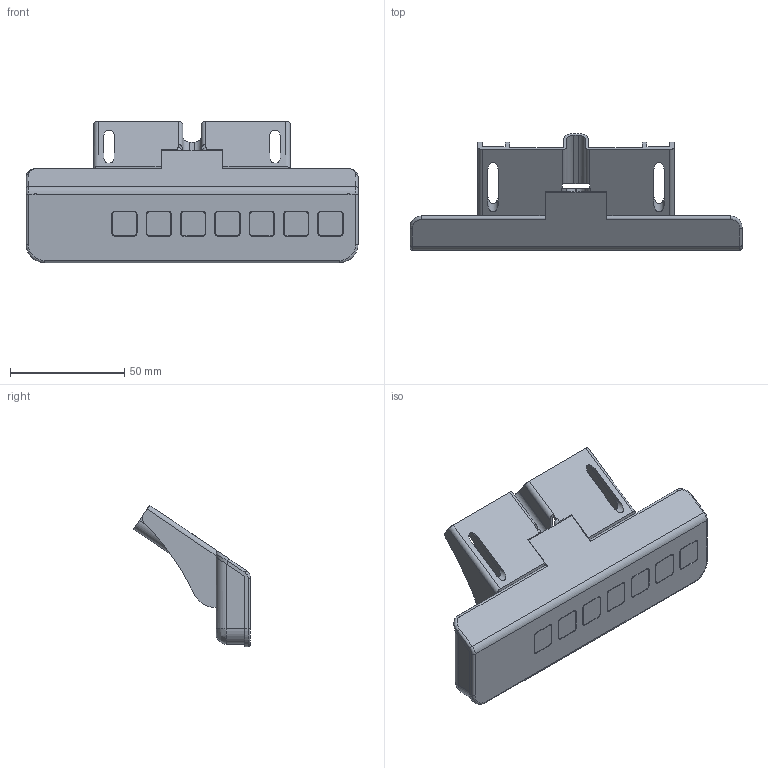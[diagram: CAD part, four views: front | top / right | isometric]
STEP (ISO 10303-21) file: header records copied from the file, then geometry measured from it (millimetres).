
FILE_DESCRIPTION((''),'2;1');
FILE_NAME('JCHT35K_ASM','2020-01-07T08:59:12',('u'),('捷昌驱动'),'CREO PARAMETRIC BY PTC INC, 2018100','CREO PARAMETRIC BY PTC INC, 2018100','');
FILE_SCHEMA(('CONFIG_CONTROL_DESIGN'));
Length unit declared in the file: millimetre
Products named in the file (6): PRT0004_52; PRT0005_64; PRT0001_63; ASM0004_ASM_19_ASM_ASM; 35K_ASM_ASM; JCHT35K_ASM
Assembly tree (11 placements, depth 4):
  JCHT35K_ASM
    35K_ASM_ASM
      ASM0004_ASM_19_ASM_ASM
        PRT0004_52
        PRT0005_64
        PRT0001_63  x7
Bounding box: 145 x 51.01 x 61.69 mm (x, y, z)
Volume: 44215.7 mm3; surface area: 45659.6 mm2
Topology: 9 solids, 9 shells, 569 faces, 1537 edges, 982 vertices
Faces by surface type: plane 298, cylinder 235, torus 32, bspline 4
Entity records: 9422 total; most frequent: CARTESIAN_POINT 2133, ORIENTED_EDGE 1538, DIRECTION 1467, EDGE_CURVE 769, VECTOR 507, LINE 507, VERTEX_POINT 502, AXIS2_PLACEMENT_3D 480
